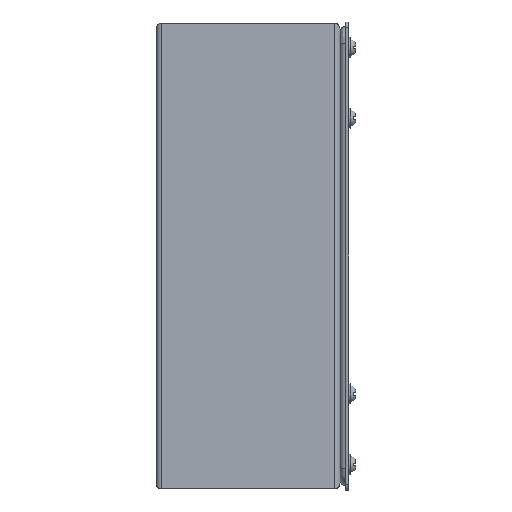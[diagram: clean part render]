
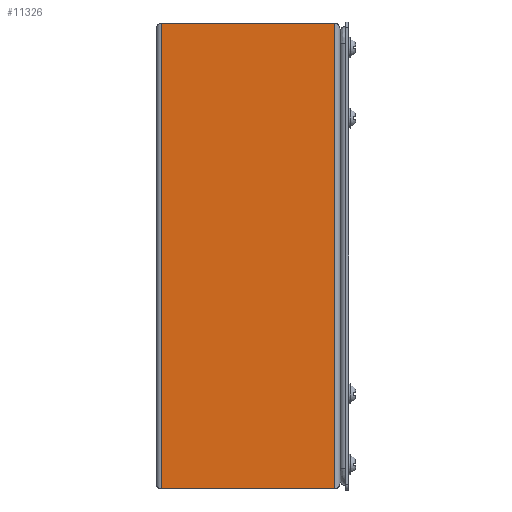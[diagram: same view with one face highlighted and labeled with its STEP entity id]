
A CAD part, left-side view. The second image highlights one B-rep face of the part: STEP entity #11326.
In plain terms, the highlighted face is planar.
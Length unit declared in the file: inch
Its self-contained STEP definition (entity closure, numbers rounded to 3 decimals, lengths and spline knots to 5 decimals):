
#75 = LINE ( 'NONE', #17052, #12081 ) ;
#587 = DIRECTION ( 'NONE',  ( 0., -1., 0. ) ) ;
#1306 = DIRECTION ( 'NONE',  ( -1., 0., 0. ) ) ;
#2772 = AXIS2_PLACEMENT_3D ( 'NONE', #10862, #1306, #6783 ) ;
#3172 = DIRECTION ( 'NONE',  ( 0., -1., 0. ) ) ;
#6564 = LINE ( 'NONE', #16407, #14353 ) ;
#6783 = DIRECTION ( 'NONE',  ( 0., 0., 1. ) ) ;
#7537 = ORIENTED_EDGE ( 'NONE', *, *, #19772, .F. ) ;
#9657 = CARTESIAN_POINT ( 'NONE',  ( 5.0625, 0.11, -5.0675 ) ) ;
#10153 = CARTESIAN_POINT ( 'NONE',  ( 5.0625, 4., -5.0675 ) ) ;
#10566 = LINE ( 'NONE', #14765, #23190 ) ;
#10617 = FACE_OUTER_BOUND ( 'NONE', #24396, .T. ) ;
#10862 = CARTESIAN_POINT ( 'NONE',  ( 5.0625, 4., 5.0625 ) ) ;
#11271 = ORIENTED_EDGE ( 'NONE', *, *, #15048, .T. ) ;
#11326 = ADVANCED_FACE ( 'NONE', ( #10617 ), #16631, .F. ) ;
#11886 = VERTEX_POINT ( 'NONE', #9657 ) ;
#11887 = VERTEX_POINT ( 'NONE', #19571 ) ;
#12081 = VECTOR ( 'NONE', #23118, 39.37008 ) ;
#14289 = ORIENTED_EDGE ( 'NONE', *, *, #16343, .T. ) ;
#14339 = CARTESIAN_POINT ( 'NONE',  ( 5.0625, 0.11, 5.0625 ) ) ;
#14353 = VECTOR ( 'NONE', #20196, 39.37008 ) ;
#14765 = CARTESIAN_POINT ( 'NONE',  ( 5.0625, 4., 5.0625 ) ) ;
#15048 = EDGE_CURVE ( 'NONE', #19055, #22022, #10566, .T. ) ;
#16343 = EDGE_CURVE ( 'NONE', #22022, #11886, #6564, .T. ) ;
#16407 = CARTESIAN_POINT ( 'NONE',  ( 5.0625, 0.11, -5.0675 ) ) ;
#16631 = PLANE ( 'NONE',  #2772 ) ;
#17052 = CARTESIAN_POINT ( 'NONE',  ( 5.0625, 3.89, 5.0625 ) ) ;
#18037 = LINE ( 'NONE', #10153, #24663 ) ;
#18535 = ORIENTED_EDGE ( 'NONE', *, *, #19592, .T. ) ;
#19055 = VERTEX_POINT ( 'NONE', #19273 ) ;
#19273 = CARTESIAN_POINT ( 'NONE',  ( 5.0625, 3.89, 5.0625 ) ) ;
#19571 = CARTESIAN_POINT ( 'NONE',  ( 5.0625, 3.89, -5.0675 ) ) ;
#19592 = EDGE_CURVE ( 'NONE', #11887, #19055, #75, .T. ) ;
#19772 = EDGE_CURVE ( 'NONE', #11887, #11886, #18037, .T. ) ;
#20196 = DIRECTION ( 'NONE',  ( 0., 0., -1. ) ) ;
#22022 = VERTEX_POINT ( 'NONE', #14339 ) ;
#23118 = DIRECTION ( 'NONE',  ( 0., 0., 1. ) ) ;
#23190 = VECTOR ( 'NONE', #3172, 39.37008 ) ;
#24396 = EDGE_LOOP ( 'NONE', ( #11271, #14289, #7537, #18535 ) ) ;
#24663 = VECTOR ( 'NONE', #587, 39.37008 ) ;
